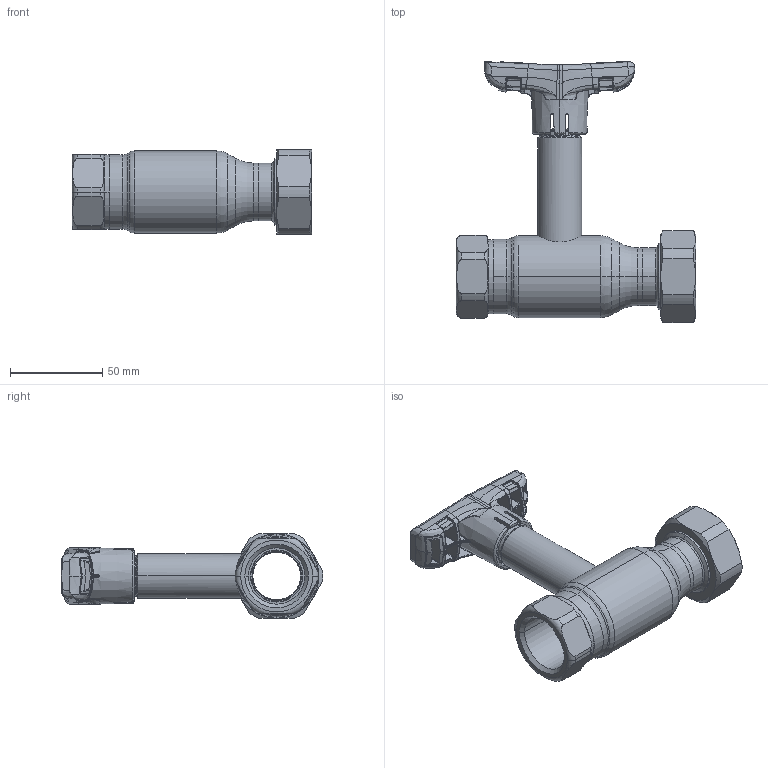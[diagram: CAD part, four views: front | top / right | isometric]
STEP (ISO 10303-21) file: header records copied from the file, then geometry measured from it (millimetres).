
FILE_DESCRIPTION (( 'STEP AP214' ), '1' );
FILE_NAME ('2025002201-0400.step', '2023-12-18T10:04:11', ( '' ), ( '' ), 'SwSTEP 2.0', 'SolidWorks 2021', '' );
FILE_SCHEMA (( 'AUTOMOTIVE_DESIGN' ));
Length unit declared in the file: millimetre
Products named in the file (1): 2025002201-0400
Bounding box: 129.72 x 141.76 x 46 mm (x, y, z)
Surface area: 45741.7 mm2 (no closed solid volume)
Topology: 0 solids, 10 shells, 636 faces, 1907 edges, 1206 vertices
Faces by surface type: bspline 458, plane 57, cylinder 55, torus 36, cone 26, sphere 4
Entity records: 55319 total; most frequent: CARTESIAN_POINT 35570, ORIENTED_EDGE 3263, EDGE_CURVE 1897, DIRECTION 1417, B_SPLINE_CURVE_WITH_KNOTS 1274, VERTEX_POINT 1203, EDGE_LOOP 646, UNCERTAINTY_MEASURE_WITH_UNIT 635
